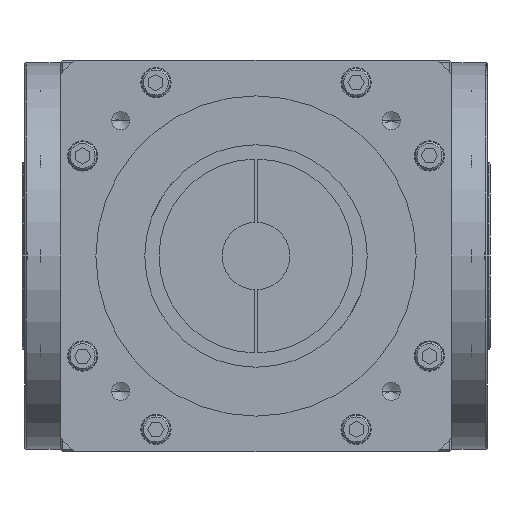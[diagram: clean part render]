
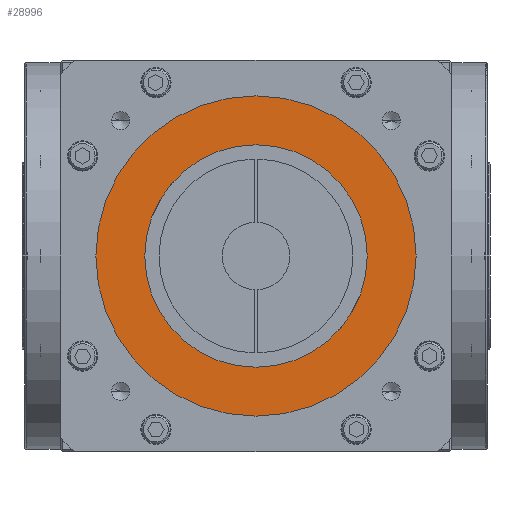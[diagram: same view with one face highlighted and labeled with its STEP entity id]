
A CAD part, front view. The second image highlights one B-rep face of the part: STEP entity #28996.
In plain terms, the highlighted planar face has unit normal (0, -1, 0).
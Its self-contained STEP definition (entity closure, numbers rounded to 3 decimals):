
#339 = DIRECTION ( 'NONE',  ( -1., 0., 0. ) ) ;
#1569 = CARTESIAN_POINT ( 'NONE',  ( 62.5, -434.5, 0. ) ) ;
#1733 = DIRECTION ( 'NONE',  ( -1., 0., 0. ) ) ;
#2210 = DIRECTION ( 'NONE',  ( 1., 0., 0. ) ) ;
#2417 = CARTESIAN_POINT ( 'NONE',  ( -90., -434.5, 0. ) ) ;
#3591 = EDGE_CURVE ( 'NONE', #12827, #4051, #29105, .T. ) ;
#4051 = VERTEX_POINT ( 'NONE', #8397 ) ;
#4748 = CIRCLE ( 'NONE', #22868, 62.5 ) ;
#6857 = EDGE_CURVE ( 'NONE', #26995, #18789, #4748, .T. ) ;
#8397 = CARTESIAN_POINT ( 'NONE',  ( 90., -434.5, 0. ) ) ;
#11197 = DIRECTION ( 'NONE',  ( -1., 0., 0. ) ) ;
#11485 = DIRECTION ( 'NONE',  ( 0., 1., 0. ) ) ;
#12827 = VERTEX_POINT ( 'NONE', #2417 ) ;
#12985 = AXIS2_PLACEMENT_3D ( 'NONE', #29261, #15872, #2210 ) ;
#13083 = CIRCLE ( 'NONE', #16191, 62.5 ) ;
#13378 = CARTESIAN_POINT ( 'NONE',  ( 0., -434.5, 0. ) ) ;
#13682 = FACE_BOUND ( 'NONE', #15224, .T. ) ;
#13758 = AXIS2_PLACEMENT_3D ( 'NONE', #27550, #14027, #339 ) ;
#14027 = DIRECTION ( 'NONE',  ( 0., -1., 0. ) ) ;
#14813 = EDGE_LOOP ( 'NONE', ( #20922, #17445 ) ) ;
#15224 = EDGE_LOOP ( 'NONE', ( #23437, #27765 ) ) ;
#15414 = DIRECTION ( 'NONE',  ( 0., 1., 0. ) ) ;
#15872 = DIRECTION ( 'NONE',  ( 0., 1., 0. ) ) ;
#16191 = AXIS2_PLACEMENT_3D ( 'NONE', #28823, #15414, #1733 ) ;
#17445 = ORIENTED_EDGE ( 'NONE', *, *, #3591, .F. ) ;
#17721 = DIRECTION ( 'NONE',  ( 1., 0., 0. ) ) ;
#18165 = AXIS2_PLACEMENT_3D ( 'NONE', #25700, #18425, #17721 ) ;
#18425 = DIRECTION ( 'NONE',  ( 0., 1., 0. ) ) ;
#18468 = PLANE ( 'NONE',  #13758 ) ;
#18789 = VERTEX_POINT ( 'NONE', #1569 ) ;
#20922 = ORIENTED_EDGE ( 'NONE', *, *, #28395, .F. ) ;
#22868 = AXIS2_PLACEMENT_3D ( 'NONE', #13378, #11485, #11197 ) ;
#23437 = ORIENTED_EDGE ( 'NONE', *, *, #27878, .T. ) ;
#23678 = CARTESIAN_POINT ( 'NONE',  ( -62.5, -434.5, 0. ) ) ;
#25052 = FACE_OUTER_BOUND ( 'NONE', #14813, .T. ) ;
#25700 = CARTESIAN_POINT ( 'NONE',  ( 0., -434.5, 0. ) ) ;
#26995 = VERTEX_POINT ( 'NONE', #23678 ) ;
#27550 = CARTESIAN_POINT ( 'NONE',  ( 0., -434.5, -90. ) ) ;
#27765 = ORIENTED_EDGE ( 'NONE', *, *, #6857, .T. ) ;
#27878 = EDGE_CURVE ( 'NONE', #18789, #26995, #13083, .T. ) ;
#28395 = EDGE_CURVE ( 'NONE', #4051, #12827, #28508, .T. ) ;
#28508 = CIRCLE ( 'NONE', #12985, 90. ) ;
#28823 = CARTESIAN_POINT ( 'NONE',  ( 0., -434.5, 0. ) ) ;
#28996 = ADVANCED_FACE ( 'NONE', ( #25052, #13682 ), #18468, .T. ) ;
#29105 = CIRCLE ( 'NONE', #18165, 90. ) ;
#29261 = CARTESIAN_POINT ( 'NONE',  ( 0., -434.5, 0. ) ) ;
